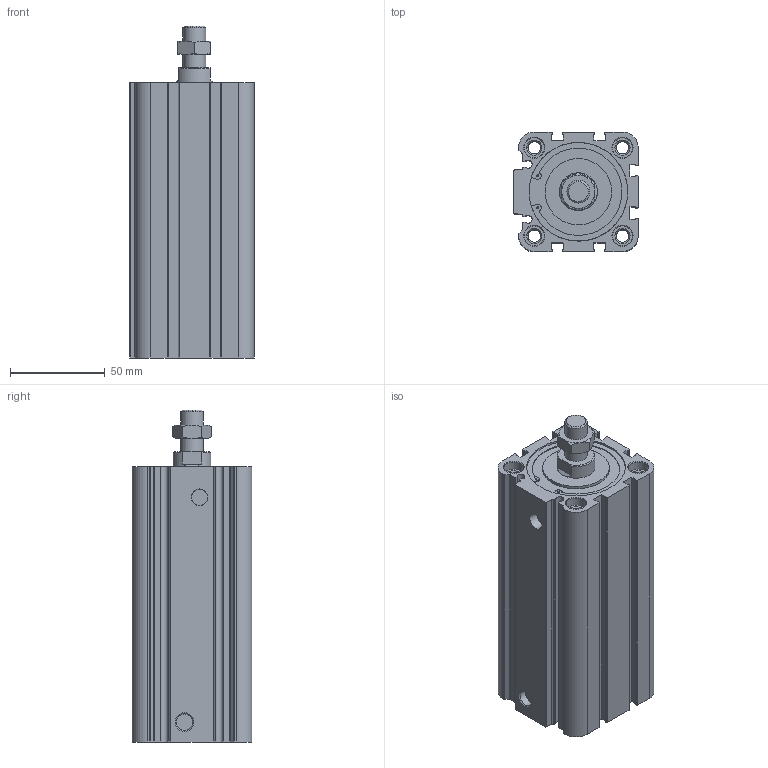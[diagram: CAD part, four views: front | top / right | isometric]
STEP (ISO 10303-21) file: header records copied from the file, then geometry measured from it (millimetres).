
FILE_DESCRIPTION(/* description */ (''),/* implementation_level */ '2;1');
FILE_NAME(/* name */ 'sfs_50-100-b.stp',/* time_stamp */ '2018-07-11T10:45:06+02:00',/* author */ ('leitheußer'),/* organization */ (''),/* preprocessor_version */ 'ST-DEVELOPER v15.6',/* originating_system */ 'Autodesk Inventor LT ',/* authorisation */ '');
FILE_SCHEMA (('AUTOMOTIVE_DESIGN { 1 0 10303 214 3 1 1 }'));
Length unit declared in the file: millimetre
Products named in the file (1): sfs_50-100-b
Bounding box: 65.5 x 63 x 175 mm (x, y, z)
Volume: 357632.8 mm3; surface area: 105079.6 mm2
Topology: 2 solids, 2 shells, 233 faces, 598 edges, 389 vertices
Faces by surface type: plane 103, cylinder 96, cone 34
Full cylindrical faces by diameter (mm): 1 x2, 6.647 x4, 8.566 x1, 10.5 x8, 12 x2, 20 x2, 35 x1, 50 x2, 52 x1
Entity records: 6871 total; most frequent: CARTESIAN_POINT 1226, DIRECTION 1222, ORIENTED_EDGE 1102, EDGE_CURVE 551, AXIS2_PLACEMENT_3D 465, VERTEX_POINT 385, EDGE_LOOP 304, LINE 292
